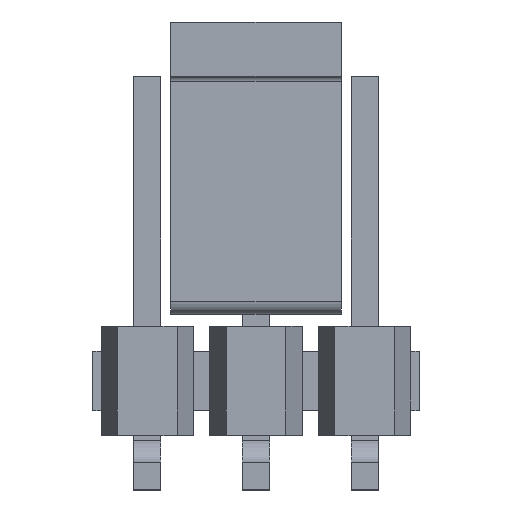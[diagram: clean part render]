
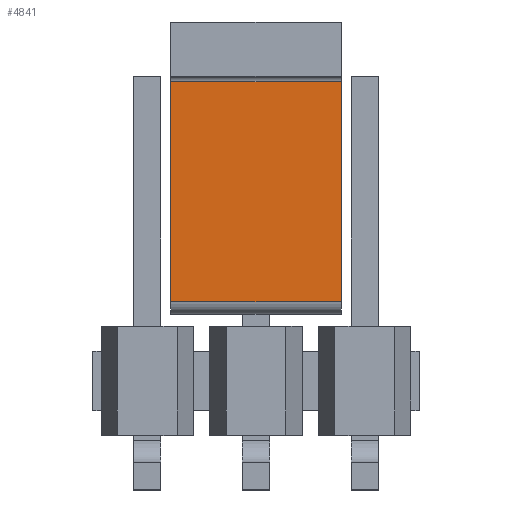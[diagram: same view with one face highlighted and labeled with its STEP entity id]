
A CAD part, top view. The second image highlights one B-rep face of the part: STEP entity #4841.
In plain terms, the highlighted planar face has unit normal (0, 0, 1).
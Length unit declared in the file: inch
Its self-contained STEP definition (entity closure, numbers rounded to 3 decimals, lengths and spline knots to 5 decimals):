
#689=ORIENTED_EDGE('',*,*,#1826,.T.);
#690=ORIENTED_EDGE('',*,*,#1827,.F.);
#691=ORIENTED_EDGE('',*,*,#1828,.F.);
#692=ORIENTED_EDGE('',*,*,#1824,.T.);
#1824=EDGE_CURVE('',#2438,#2437,#2979,.T.);
#1826=EDGE_CURVE('',#2437,#2439,#2980,.T.);
#1827=EDGE_CURVE('',#2440,#2439,#2981,.T.);
#1828=EDGE_CURVE('',#2438,#2440,#2982,.T.);
#2437=VERTEX_POINT('',#7159);
#2438=VERTEX_POINT('',#7161);
#2439=VERTEX_POINT('',#7165);
#2440=VERTEX_POINT('',#7167);
#2979=LINE('',#7160,#3631);
#2980=LINE('',#7164,#3632);
#2981=LINE('',#7166,#3633);
#2982=LINE('',#7168,#3634);
#3631=VECTOR('',#5836,39.37008);
#3632=VECTOR('',#5841,39.37008);
#3633=VECTOR('',#5842,39.37008);
#3634=VECTOR('',#5843,39.37008);
#4119=EDGE_LOOP('',(#689,#690,#691,#692));
#4373=FACE_BOUND('',#4119,.T.);
#4614=PLANE('',#5148);
#4841=ADVANCED_FACE('',(#4373),#4614,.F.);
#5148=AXIS2_PLACEMENT_3D('',#7163,#5839,#5840);
#5836=DIRECTION('',(-1.,0.,0.));
#5839=DIRECTION('',(0.,0.,-1.));
#5840=DIRECTION('',(-1.,0.,0.));
#5841=DIRECTION('',(0.,-1.,0.));
#5842=DIRECTION('',(-1.,0.,0.));
#5843=DIRECTION('',(0.,-1.,0.));
#7159=CARTESIAN_POINT('',(-0.0785,-0.055,0.08976));
#7160=CARTESIAN_POINT('',(0.0785,-0.055,0.08976));
#7161=CARTESIAN_POINT('',(0.0785,-0.055,0.08976));
#7163=CARTESIAN_POINT('',(0.0785,-0.055,0.08976));
#7164=CARTESIAN_POINT('',(-0.0785,-0.055,0.08976));
#7165=CARTESIAN_POINT('',(-0.0785,-0.25748,0.08976));
#7166=CARTESIAN_POINT('',(0.0785,-0.25748,0.08976));
#7167=CARTESIAN_POINT('',(0.0785,-0.25748,0.08976));
#7168=CARTESIAN_POINT('',(0.0785,-0.055,0.08976));
